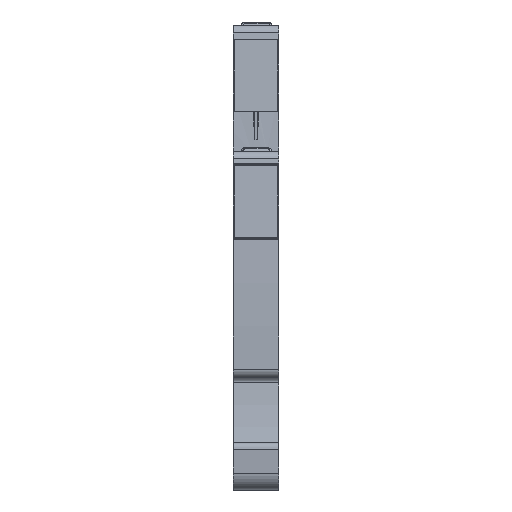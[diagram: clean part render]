
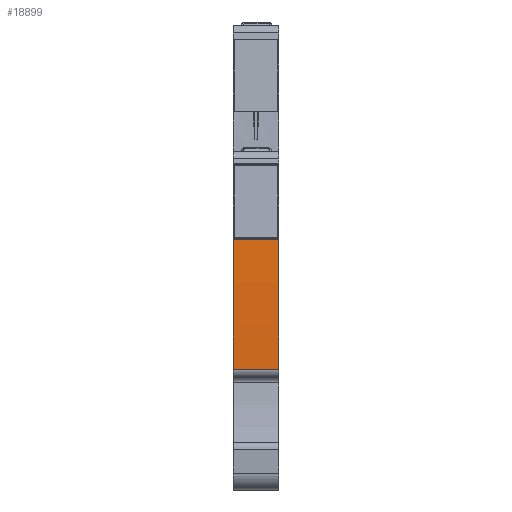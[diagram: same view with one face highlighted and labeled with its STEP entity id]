
A CAD part, front view. The second image highlights one B-rep face of the part: STEP entity #18899.
In plain terms, the highlighted cylindrical face has radius 154.9 mm (diameter 309.8 mm), a partial arc.
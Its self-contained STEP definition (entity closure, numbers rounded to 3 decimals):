
#10700=AXIS2_PLACEMENT_3D('Circle Axis2P3D',#10698,#10699,$) ;
#13643=AXIS2_PLACEMENT_3D('Circle Axis2P3D',#13641,#13642,$) ;
#18749=AXIS2_PLACEMENT_3D('Cylinder Axis2P3D',#18746,#18747,#18748) ;
#10695=CARTESIAN_POINT('Vertex',(0.,0.536,13.427)) ;
#10698=CARTESIAN_POINT('Axis2P3D Location',(0.,155.394,17.05)) ;
#10702=CARTESIAN_POINT('Vertex',(0.,0.869,27.819)) ;
#12303=CARTESIAN_POINT('Vertex',(5.1,0.536,13.427)) ;
#13638=CARTESIAN_POINT('Vertex',(5.1,0.869,27.819)) ;
#13641=CARTESIAN_POINT('Axis2P3D Location',(5.1,155.394,17.05)) ;
#18746=CARTESIAN_POINT('Axis2P3D Location',(2.55,155.394,17.05)) ;
#18875=CARTESIAN_POINT('Line Origine',(2.55,0.869,27.819)) ;
#18888=CARTESIAN_POINT('Line Origine',(2.55,0.536,13.427)) ;
#10699=DIRECTION('Axis2P3D Direction',(1.,0.,0.)) ;
#13642=DIRECTION('Axis2P3D Direction',(1.,0.,0.)) ;
#18747=DIRECTION('Axis2P3D Direction',(1.,0.,0.)) ;
#18748=DIRECTION('Axis2P3D XDirection',(0.,-0.992,0.127)) ;
#18876=DIRECTION('Vector Direction',(1.,0.,0.)) ;
#18889=DIRECTION('Vector Direction',(1.,0.,0.)) ;
#18877=VECTOR('Line Direction',#18876,1.) ;
#18890=VECTOR('Line Direction',#18889,1.) ;
#18894=ORIENTED_EDGE('',*,*,#10704,.T.) ;
#18895=ORIENTED_EDGE('',*,*,#18892,.T.) ;
#18896=ORIENTED_EDGE('',*,*,#13645,.F.) ;
#18897=ORIENTED_EDGE('',*,*,#18879,.F.) ;
#18899=ADVANCED_FACE('PartBody',(#18898),#18750,.T.) ;
#10701=CIRCLE('generated circle',#10700,154.9) ;
#13644=CIRCLE('generated circle',#13643,154.9) ;
#18750=CYLINDRICAL_SURFACE('generated cylinder',#18749,154.9) ;
#10704=EDGE_CURVE('',#10703,#10696,#10701,.T.) ;
#13645=EDGE_CURVE('',#13639,#12304,#13644,.T.) ;
#18879=EDGE_CURVE('',#10703,#13639,#18878,.T.) ;
#18892=EDGE_CURVE('',#10696,#12304,#18891,.T.) ;
#18893=EDGE_LOOP('',(#18894,#18895,#18896,#18897)) ;
#18898=FACE_OUTER_BOUND('',#18893,.T.) ;
#18878=LINE('Line',#18875,#18877) ;
#18891=LINE('Line',#18888,#18890) ;
#10696=VERTEX_POINT('',#10695) ;
#10703=VERTEX_POINT('',#10702) ;
#12304=VERTEX_POINT('',#12303) ;
#13639=VERTEX_POINT('',#13638) ;
